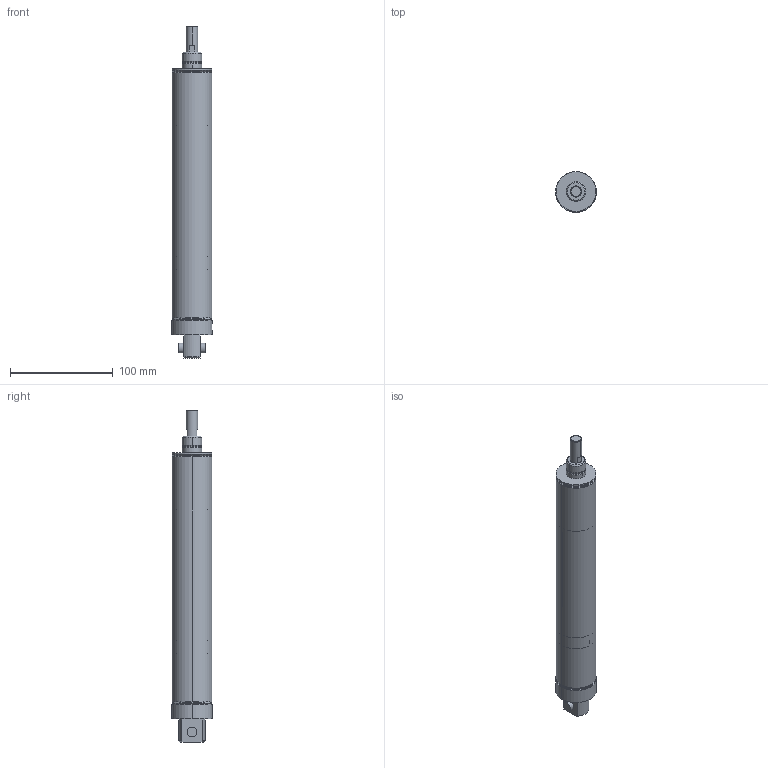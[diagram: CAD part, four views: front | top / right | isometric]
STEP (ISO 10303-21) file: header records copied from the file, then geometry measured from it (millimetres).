
FILE_DESCRIPTION (( 'STEP AP214' ), '1' );
FILE_NAME ('A24050SP.step', '2017-04-04T20:18:05', ( '' ), ( '' ), 'SwSTEP 2.0', 'SolidWorks 2017', '' );
FILE_SCHEMA (( 'AUTOMOTIVE_DESIGN' ));
Length unit declared in the file: inch
Products named in the file (4): A24050SP-PIN; A24050SP-Rod; A24050SP-MainBody; A24050SP
Assembly tree (3 placements, depth 2):
  A24050SP
    A24050SP-MainBody
    A24050SP-Rod
    A24050SP-PIN
Bounding box: 39.62 x 39.62 x 322.58 mm (x, y, z)
Volume: 190011.3 mm3; surface area: 71374.2 mm2
Topology: 3 solids, 3 shells, 78 faces, 171 edges, 105 vertices
Faces by surface type: cylinder 26, cone 26, plane 22, torus 4
Entity records: 2398 total; most frequent: CARTESIAN_POINT 445, DIRECTION 427, ORIENTED_EDGE 338, AXIS2_PLACEMENT_3D 180, EDGE_CURVE 169, VERTEX_POINT 105, CIRCLE 96, EDGE_LOOP 88
